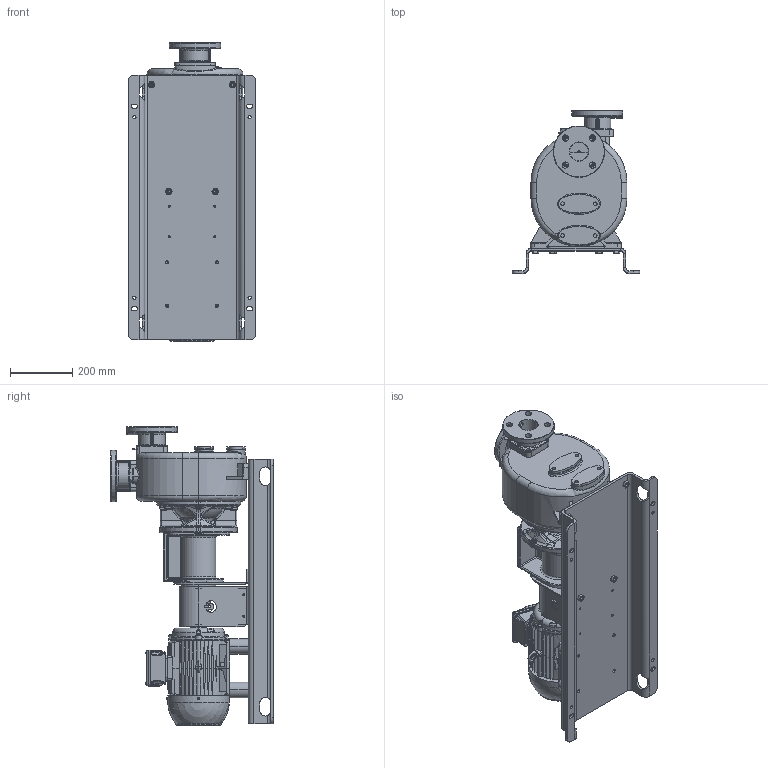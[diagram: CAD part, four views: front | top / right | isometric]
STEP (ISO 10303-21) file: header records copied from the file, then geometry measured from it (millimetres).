
FILE_DESCRIPTION((''),'2;1');
FILE_NAME('S_65_B-FIT34','2022-02-03T17:32:47',('Nicola'),(''),'CREO PARAMETRIC BY PTC INC, 2020354','CREO PARAMETRIC BY PTC INC, 2020354','');
FILE_SCHEMA(('CONFIG_CONTROL_DESIGN'));
Products named in the file (1): S_65_B-FIT34
Bounding box: 410 x 522 x 957.6 mm (x, y, z)
Volume: 34254115.8 mm3; surface area: 2506787.1 mm2
Topology: 4 solids, 4 shells, 3735 faces, 9539 edges, 5940 vertices
Faces by surface type: plane 1924, cylinder 653, bspline 616, cone 316, torus 168, sphere 34, extrusion 12, revolution 12
Entity records: 185129 total; most frequent: CARTESIAN_POINT 99973, ORIENTED_EDGE 19034, DIRECTION 15645, EDGE_CURVE 9517, VERTEX_POINT 5940, AXIS2_PLACEMENT_3D 5394, VECTOR 4845, LINE 4833
